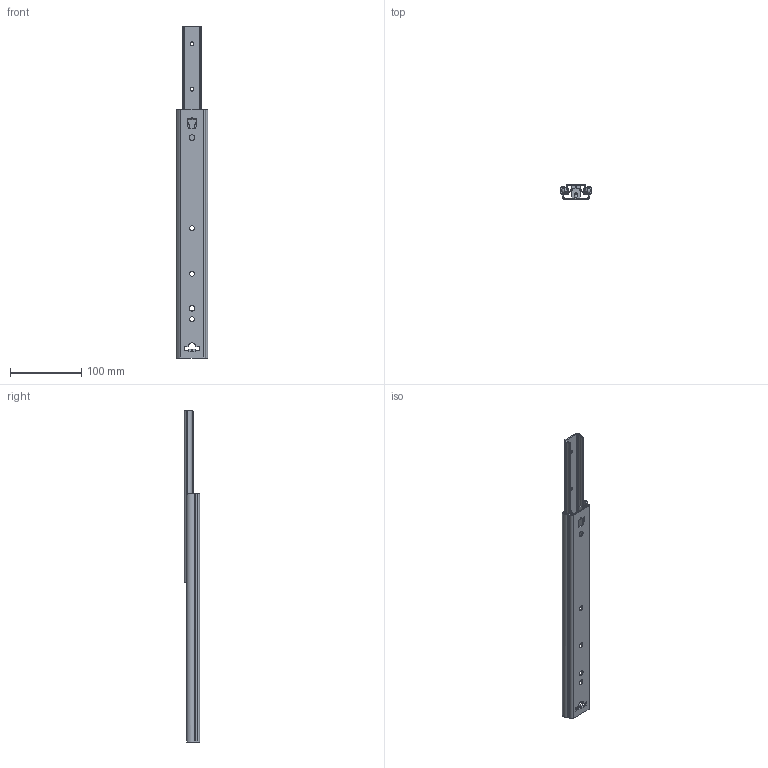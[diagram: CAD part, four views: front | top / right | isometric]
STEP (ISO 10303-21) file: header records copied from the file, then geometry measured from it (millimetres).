
FILE_DESCRIPTION((''),'2;1');
FILE_NAME('105-042_ASM','2015-05-05T',('w.jans'),(''),'PRO/ENGINEER BY PARAMETRIC TECHNOLOGY CORPORATION, 2003450','PRO/ENGINEER BY PARAMETRIC TECHNOLOGY CORPORATION, 2003450','');
FILE_SCHEMA(('CONFIG_CONTROL_DESIGN'));
Length unit declared in the file: millimetre
Products named in the file (9): 105-042-SKEL; 511-05-042-ADO1; 511-05-042-ADO1_ASM; 515-5XX-042A; 911-078; 515-5XX-042A_ASM; 513-05-042-TB3; 513-05-042-TB3_ASM; 105-042_ASM
Assembly tree (21 placements, depth 3):
  105-042_ASM
    105-042-SKEL
    511-05-042-ADO1_ASM
      511-05-042-ADO1
    515-5XX-042A_ASM
      515-5XX-042A
      911-078  x14
    513-05-042-TB3_ASM
      513-05-042-TB3
Bounding box: 44.64 x 21.45 x 467 mm (x, y, z)
Volume: 77726 mm3; surface area: 89354.8 mm2
Topology: 17 solids, 17 shells, 389 faces, 1091 edges, 680 vertices
Faces by surface type: plane 207, cylinder 148, sphere 28, cone 6
Entity records: 12559 total; most frequent: CARTESIAN_POINT 2687, DIRECTION 2063, ORIENTED_EDGE 2018, EDGE_CURVE 1009, VECTOR 689, LINE 689, AXIS2_PLACEMENT_3D 687, VERTEX_POINT 654
